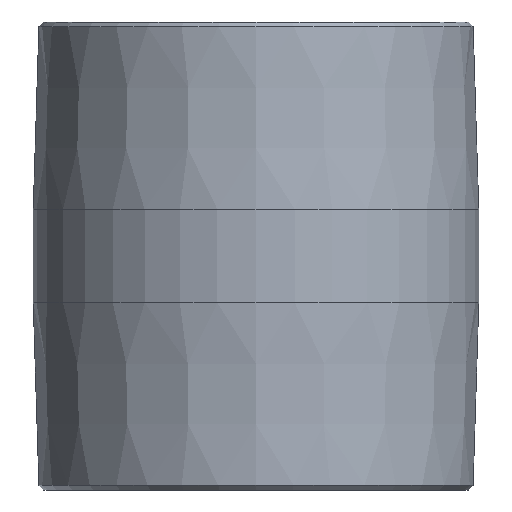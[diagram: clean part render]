
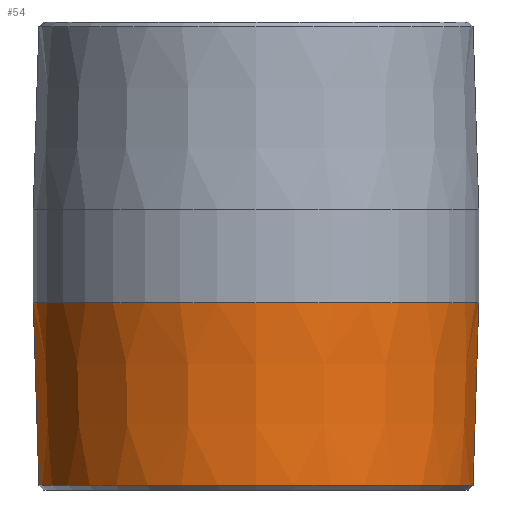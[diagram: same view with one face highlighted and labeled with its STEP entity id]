
A CAD part, front view. The second image highlights one B-rep face of the part: STEP entity #54.
In plain terms, the highlighted conical face has half-angle 1.78 degrees and reference radius 30.226 mm.
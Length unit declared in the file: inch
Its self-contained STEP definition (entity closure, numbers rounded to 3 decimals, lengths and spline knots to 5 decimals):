
#11 = LINE ( 'NONE', #490, #389 ) ;
#15 = EDGE_CURVE ( 'NONE', #310, #407, #411, .T. ) ;
#17 = ORIENTED_EDGE ( 'NONE', *, *, #409, .F. ) ;
#19 = CARTESIAN_POINT ( 'NONE',  ( 0., 0., 1. ) ) ;
#27 = CARTESIAN_POINT ( 'NONE',  ( -1.19, 0., 1. ) ) ;
#46 = CIRCLE ( 'NONE', #227, 1.19 ) ;
#54 = ADVANCED_FACE ( 'NONE', ( #419 ), #382, .T. ) ;
#105 = DIRECTION ( 'NONE',  ( -1., 0., 0. ) ) ;
#122 = VERTEX_POINT ( 'NONE', #346 ) ;
#125 = DIRECTION ( 'NONE',  ( 0., 0., 1. ) ) ;
#133 = CARTESIAN_POINT ( 'NONE',  ( -1.1597, 0., 0.02499 ) ) ;
#138 = EDGE_CURVE ( 'NONE', #407, #122, #11, .T. ) ;
#168 = DIRECTION ( 'NONE',  ( -1., 0., 0. ) ) ;
#171 = AXIS2_PLACEMENT_3D ( 'NONE', #377, #209, #168 ) ;
#174 = VECTOR ( 'NONE', #508, 39.37008 ) ;
#182 = DIRECTION ( 'NONE',  ( 0.031, 0., 1. ) ) ;
#206 = CARTESIAN_POINT ( 'NONE',  ( -1.19, 0., 1. ) ) ;
#209 = DIRECTION ( 'NONE',  ( 0., 0., 1. ) ) ;
#213 = EDGE_LOOP ( 'NONE', ( #17, #378, #413, #400 ) ) ;
#227 = AXIS2_PLACEMENT_3D ( 'NONE', #19, #350, #105 ) ;
#242 = DIRECTION ( 'NONE',  ( 1., 0., 0. ) ) ;
#244 = EDGE_CURVE ( 'NONE', #122, #324, #46, .T. ) ;
#245 = LINE ( 'NONE', #206, #174 ) ;
#310 = VERTEX_POINT ( 'NONE', #133 ) ;
#324 = VERTEX_POINT ( 'NONE', #27 ) ;
#329 = CARTESIAN_POINT ( 'NONE',  ( 0., 0., 1. ) ) ;
#346 = CARTESIAN_POINT ( 'NONE',  ( 1.19, 0., 1. ) ) ;
#350 = DIRECTION ( 'NONE',  ( 0., 0., -1. ) ) ;
#377 = CARTESIAN_POINT ( 'NONE',  ( 0., 0., 0.02499 ) ) ;
#378 = ORIENTED_EDGE ( 'NONE', *, *, #15, .T. ) ;
#382 = CONICAL_SURFACE ( 'NONE', #527, 1.19, 0.031 ) ;
#389 = VECTOR ( 'NONE', #182, 39.37008 ) ;
#400 = ORIENTED_EDGE ( 'NONE', *, *, #244, .T. ) ;
#407 = VERTEX_POINT ( 'NONE', #498 ) ;
#409 = EDGE_CURVE ( 'NONE', #310, #324, #245, .T. ) ;
#411 = CIRCLE ( 'NONE', #171, 1.1597 ) ;
#413 = ORIENTED_EDGE ( 'NONE', *, *, #138, .T. ) ;
#419 = FACE_OUTER_BOUND ( 'NONE', #213, .T. ) ;
#490 = CARTESIAN_POINT ( 'NONE',  ( 1.19, 0., 1. ) ) ;
#498 = CARTESIAN_POINT ( 'NONE',  ( 1.1597, 0., 0.02499 ) ) ;
#508 = DIRECTION ( 'NONE',  ( -0.031, 0., 1. ) ) ;
#527 = AXIS2_PLACEMENT_3D ( 'NONE', #329, #125, #242 ) ;
